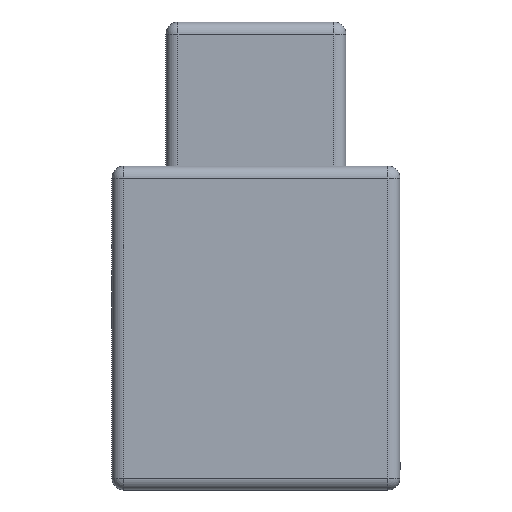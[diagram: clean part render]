
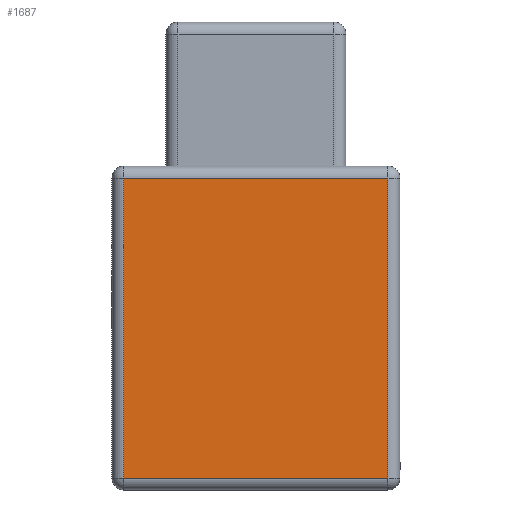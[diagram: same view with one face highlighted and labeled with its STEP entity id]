
A CAD part, front view. The second image highlights one B-rep face of the part: STEP entity #1687.
In plain terms, the highlighted planar face has unit normal (0, -1, 0).
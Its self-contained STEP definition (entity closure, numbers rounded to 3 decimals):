
#176 = VECTOR ( 'NONE', #1537, 1000. ) ;
#198 = DIRECTION ( 'NONE',  ( 1., 0., 0. ) ) ;
#430 = EDGE_CURVE ( 'NONE', #2930, #498, #1756, .T. ) ;
#498 = VERTEX_POINT ( 'NONE', #1818 ) ;
#588 = CARTESIAN_POINT ( 'NONE',  ( 11., -8.5, -28. ) ) ;
#596 = CARTESIAN_POINT ( 'NONE',  ( -11., -8.5, -3. ) ) ;
#794 = VECTOR ( 'NONE', #2937, 1000. ) ;
#827 = LINE ( 'NONE', #2684, #794 ) ;
#828 = CARTESIAN_POINT ( 'NONE',  ( 11., -8.5, -3. ) ) ;
#865 = VECTOR ( 'NONE', #2224, 1000. ) ;
#1005 = CARTESIAN_POINT ( 'NONE',  ( -11., -8.5, -29. ) ) ;
#1014 = EDGE_CURVE ( 'NONE', #2857, #2930, #827, .T. ) ;
#1112 = EDGE_CURVE ( 'NONE', #2858, #2857, #1413, .T. ) ;
#1119 = ORIENTED_EDGE ( 'NONE', *, *, #1014, .T. ) ;
#1206 = CARTESIAN_POINT ( 'NONE',  ( 11., -8.5, -29. ) ) ;
#1310 = AXIS2_PLACEMENT_3D ( 'NONE', #1573, #3112, #2363 ) ;
#1380 = EDGE_CURVE ( 'NONE', #498, #2858, #2342, .T. ) ;
#1413 = LINE ( 'NONE', #1206, #865 ) ;
#1537 = DIRECTION ( 'NONE',  ( 0., 0., -1. ) ) ;
#1573 = CARTESIAN_POINT ( 'NONE',  ( 12., -8.5, -29. ) ) ;
#1617 = VECTOR ( 'NONE', #198, 1000. ) ;
#1687 = ADVANCED_FACE ( 'NONE', ( #2498 ), #3036, .F. ) ;
#1703 = CARTESIAN_POINT ( 'NONE',  ( 12., -8.5, -28. ) ) ;
#1756 = LINE ( 'NONE', #1005, #176 ) ;
#1818 = CARTESIAN_POINT ( 'NONE',  ( -11., -8.5, -28. ) ) ;
#2224 = DIRECTION ( 'NONE',  ( 0., 0., 1. ) ) ;
#2285 = ORIENTED_EDGE ( 'NONE', *, *, #430, .T. ) ;
#2342 = LINE ( 'NONE', #1703, #1617 ) ;
#2363 = DIRECTION ( 'NONE',  ( 0., 0., 1. ) ) ;
#2498 = FACE_OUTER_BOUND ( 'NONE', #3147, .T. ) ;
#2527 = ORIENTED_EDGE ( 'NONE', *, *, #1112, .T. ) ;
#2684 = CARTESIAN_POINT ( 'NONE',  ( 12., -8.5, -3. ) ) ;
#2857 = VERTEX_POINT ( 'NONE', #828 ) ;
#2858 = VERTEX_POINT ( 'NONE', #588 ) ;
#2862 = ORIENTED_EDGE ( 'NONE', *, *, #1380, .T. ) ;
#2930 = VERTEX_POINT ( 'NONE', #596 ) ;
#2937 = DIRECTION ( 'NONE',  ( -1., 0., 0. ) ) ;
#3036 = PLANE ( 'NONE',  #1310 ) ;
#3112 = DIRECTION ( 'NONE',  ( 0., 1., 0. ) ) ;
#3147 = EDGE_LOOP ( 'NONE', ( #2285, #2862, #2527, #1119 ) ) ;
